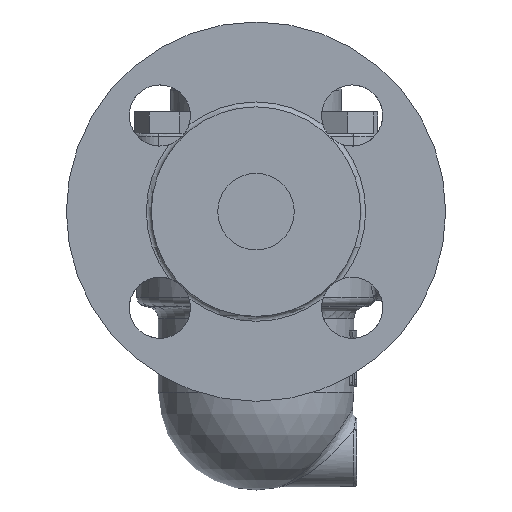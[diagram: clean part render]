
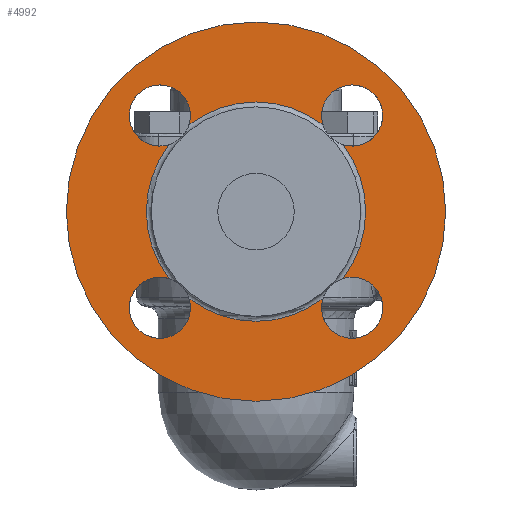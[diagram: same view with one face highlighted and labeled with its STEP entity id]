
A CAD part, left-side view. The second image highlights one B-rep face of the part: STEP entity #4992.
In plain terms, the highlighted planar face has unit normal (-1, 0, 0).
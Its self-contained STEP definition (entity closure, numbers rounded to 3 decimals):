
#688=FACE_BOUND('',#1202,.T.);
#729=PLANE('',#5336);
#861=FACE_OUTER_BOUND('',#1201,.T.);
#1201=EDGE_LOOP('',(#3430));
#1202=EDGE_LOOP('',(#3431,#3432,#3433,#3434,#3435,#3436,#3437,#3438));
#1788=CIRCLE('',#5329,62.);
#1790=CIRCLE('',#5332,35.85);
#1791=CIRCLE('',#5333,35.85);
#1792=CIRCLE('',#5334,35.85);
#1793=CIRCLE('',#5335,35.85);
#1794=CIRCLE('',#5337,10.);
#1795=CIRCLE('',#5338,10.);
#1796=CIRCLE('',#5339,10.);
#1797=CIRCLE('',#5340,10.);
#2127=VERTEX_POINT('',#8662);
#2129=VERTEX_POINT('',#8667);
#2130=VERTEX_POINT('',#8668);
#2131=VERTEX_POINT('',#8687);
#2132=VERTEX_POINT('',#8689);
#2133=VERTEX_POINT('',#8708);
#2134=VERTEX_POINT('',#8710);
#2135=VERTEX_POINT('',#8729);
#2136=VERTEX_POINT('',#8731);
#2624=EDGE_CURVE('',#2127,#2127,#1788,.T.);
#2627=EDGE_CURVE('',#2129,#2131,#1790,.T.);
#2629=EDGE_CURVE('',#2132,#2133,#1791,.T.);
#2631=EDGE_CURVE('',#2134,#2135,#1792,.T.);
#2633=EDGE_CURVE('',#2136,#2130,#1793,.T.);
#2634=EDGE_CURVE('',#2131,#2132,#1794,.T.);
#2635=EDGE_CURVE('',#2130,#2129,#1795,.T.);
#2636=EDGE_CURVE('',#2135,#2136,#1796,.T.);
#2637=EDGE_CURVE('',#2133,#2134,#1797,.T.);
#3430=ORIENTED_EDGE('',*,*,#2624,.F.);
#3431=ORIENTED_EDGE('',*,*,#2629,.F.);
#3432=ORIENTED_EDGE('',*,*,#2634,.F.);
#3433=ORIENTED_EDGE('',*,*,#2627,.F.);
#3434=ORIENTED_EDGE('',*,*,#2635,.F.);
#3435=ORIENTED_EDGE('',*,*,#2633,.F.);
#3436=ORIENTED_EDGE('',*,*,#2636,.F.);
#3437=ORIENTED_EDGE('',*,*,#2631,.F.);
#3438=ORIENTED_EDGE('',*,*,#2637,.F.);
#4992=ADVANCED_FACE('',(#861,#688),#729,.T.);
#5329=AXIS2_PLACEMENT_3D('',#8663,#5864,#5865);
#5332=AXIS2_PLACEMENT_3D('',#8688,#5870,#5871);
#5333=AXIS2_PLACEMENT_3D('',#8709,#5872,#5873);
#5334=AXIS2_PLACEMENT_3D('',#8730,#5874,#5875);
#5335=AXIS2_PLACEMENT_3D('',#8750,#5876,#5877);
#5336=AXIS2_PLACEMENT_3D('',#8751,#5878,#5879);
#5337=AXIS2_PLACEMENT_3D('',#8752,#5880,#5881);
#5338=AXIS2_PLACEMENT_3D('',#8753,#5882,#5883);
#5339=AXIS2_PLACEMENT_3D('',#8754,#5884,#5885);
#5340=AXIS2_PLACEMENT_3D('',#8755,#5886,#5887);
#5864=DIRECTION('center_axis',(1.,0.,0.));
#5865=DIRECTION('ref_axis',(0.,0.,1.));
#5870=DIRECTION('center_axis',(-1.,0.,0.));
#5871=DIRECTION('ref_axis',(0.,0.,
1.));
#5872=DIRECTION('center_axis',(-1.,0.,0.));
#5873=DIRECTION('ref_axis',(0.,0.,
1.));
#5874=DIRECTION('center_axis',(-1.,0.,0.));
#5875=DIRECTION('ref_axis',(0.,0.,
1.));
#5876=DIRECTION('center_axis',(-1.,0.,0.));
#5877=DIRECTION('ref_axis',(0.,0.,
1.));
#5878=DIRECTION('center_axis',(-1.,0.,0.));
#5879=DIRECTION('ref_axis',(0.,0.,1.));
#5880=DIRECTION('center_axis',(-1.,0.,0.));
#5881=DIRECTION('ref_axis',(0.,0.,1.));
#5882=DIRECTION('center_axis',(-1.,0.,0.));
#5883=DIRECTION('ref_axis',(0.,-1.,0.));
#5884=DIRECTION('center_axis',(-1.,0.,0.));
#5885=DIRECTION('ref_axis',(0.,0.,-1.));
#5886=DIRECTION('center_axis',(-1.,0.,0.));
#5887=DIRECTION('ref_axis',(0.,1.,0.));
#8662=CARTESIAN_POINT('',(-91.4,0.,-62.));
#8663=CARTESIAN_POINT('Origin',(-91.4,0.,0.));
#8667=CARTESIAN_POINT('',(-91.4,21.909,-28.377));
#8668=CARTESIAN_POINT('',(-91.4,28.377,-21.909));
#8687=CARTESIAN_POINT('',(-91.4,-21.909,-28.377));
#8688=CARTESIAN_POINT('Origin',(-91.4,0.,0.));
#8689=CARTESIAN_POINT('',(-91.4,-28.377,-21.909));
#8708=CARTESIAN_POINT('',(-91.4,-28.377,21.909));
#8709=CARTESIAN_POINT('Origin',(-91.4,0.,0.));
#8710=CARTESIAN_POINT('',(-91.4,-21.909,28.377));
#8729=CARTESIAN_POINT('',(-91.4,21.909,28.377));
#8730=CARTESIAN_POINT('Origin',(-91.4,0.,0.));
#8731=CARTESIAN_POINT('',(-91.4,28.377,21.909));
#8750=CARTESIAN_POINT('Origin',(-91.4,0.,0.));
#8751=CARTESIAN_POINT('Origin',(-91.4,0.,0.));
#8752=CARTESIAN_POINT('Origin',(-91.4,-31.431,-31.431));
#8753=CARTESIAN_POINT('Origin',(-91.4,31.431,-31.431));
#8754=CARTESIAN_POINT('Origin',(-91.4,31.431,31.431));
#8755=CARTESIAN_POINT('Origin',(-91.4,-31.431,31.431));
